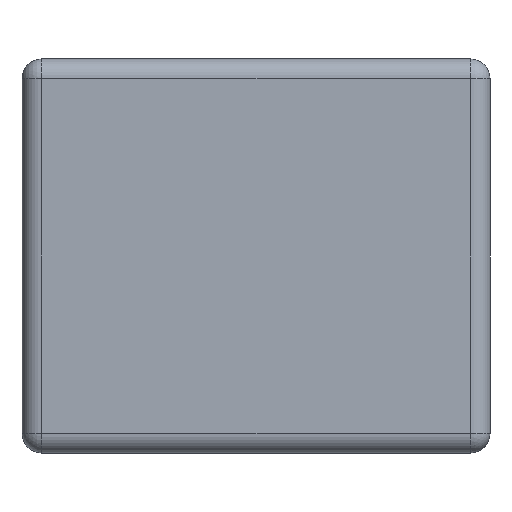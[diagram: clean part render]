
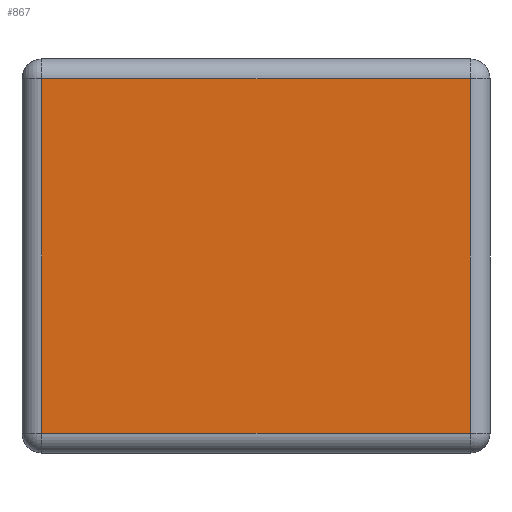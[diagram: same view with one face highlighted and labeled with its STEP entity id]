
A CAD part, left-side view. The second image highlights one B-rep face of the part: STEP entity #867.
In plain terms, the highlighted planar face has unit normal (-1, 0, 0).
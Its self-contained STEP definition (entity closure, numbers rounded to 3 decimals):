
#4 = DIRECTION ( 'NONE',  ( 0., 0., 1. ) ) ;
#31 = CARTESIAN_POINT ( 'NONE',  ( -0.8, 0.91, -0.4 ) ) ;
#47 = PLANE ( 'NONE',  #396 ) ;
#116 = LINE ( 'NONE', #31, #585 ) ;
#135 = CARTESIAN_POINT ( 'NONE',  ( -0.8, 0.91, 0.36 ) ) ;
#140 = DIRECTION ( 'NONE',  ( 0., 0., -1. ) ) ;
#178 = DIRECTION ( 'NONE',  ( 0., 1., 0. ) ) ;
#191 = VERTEX_POINT ( 'NONE', #135 ) ;
#235 = CARTESIAN_POINT ( 'NONE',  ( -0.8, 0.91, -0.36 ) ) ;
#307 = CARTESIAN_POINT ( 'NONE',  ( -0.8, 0.04, -0.4 ) ) ;
#328 = ORIENTED_EDGE ( 'NONE', *, *, #627, .T. ) ;
#332 = CARTESIAN_POINT ( 'NONE',  ( -0.8, 0.95, -0.36 ) ) ;
#335 = DIRECTION ( 'NONE',  ( 0., -1., 0. ) ) ;
#347 = VERTEX_POINT ( 'NONE', #940 ) ;
#376 = VERTEX_POINT ( 'NONE', #1186 ) ;
#396 = AXIS2_PLACEMENT_3D ( 'NONE', #743, #553, #960 ) ;
#411 = EDGE_CURVE ( 'NONE', #347, #376, #1054, .T. ) ;
#458 = ORIENTED_EDGE ( 'NONE', *, *, #517, .T. ) ;
#476 = CARTESIAN_POINT ( 'NONE',  ( -0.8, 0.95, 0.36 ) ) ;
#511 = ORIENTED_EDGE ( 'NONE', *, *, #411, .T. ) ;
#517 = EDGE_CURVE ( 'NONE', #1205, #347, #611, .T. ) ;
#553 = DIRECTION ( 'NONE',  ( 1., 0., 0. ) ) ;
#581 = EDGE_LOOP ( 'NONE', ( #328, #458, #511, #967 ) ) ;
#585 = VECTOR ( 'NONE', #140, 1000. ) ;
#611 = LINE ( 'NONE', #332, #857 ) ;
#627 = EDGE_CURVE ( 'NONE', #191, #1205, #116, .T. ) ;
#674 = FACE_OUTER_BOUND ( 'NONE', #581, .T. ) ;
#743 = CARTESIAN_POINT ( 'NONE',  ( -0.8, 0.95, -0.4 ) ) ;
#857 = VECTOR ( 'NONE', #335, 1000. ) ;
#867 = ADVANCED_FACE ( 'NONE', ( #674 ), #47, .F. ) ;
#940 = CARTESIAN_POINT ( 'NONE',  ( -0.8, 0.04, -0.36 ) ) ;
#960 = DIRECTION ( 'NONE',  ( 0., 0., -1. ) ) ;
#967 = ORIENTED_EDGE ( 'NONE', *, *, #969, .T. ) ;
#969 = EDGE_CURVE ( 'NONE', #376, #191, #1138, .T. ) ;
#1054 = LINE ( 'NONE', #307, #1204 ) ;
#1138 = LINE ( 'NONE', #476, #1197 ) ;
#1186 = CARTESIAN_POINT ( 'NONE',  ( -0.8, 0.04, 0.36 ) ) ;
#1197 = VECTOR ( 'NONE', #178, 1000. ) ;
#1204 = VECTOR ( 'NONE', #4, 1000. ) ;
#1205 = VERTEX_POINT ( 'NONE', #235 ) ;
